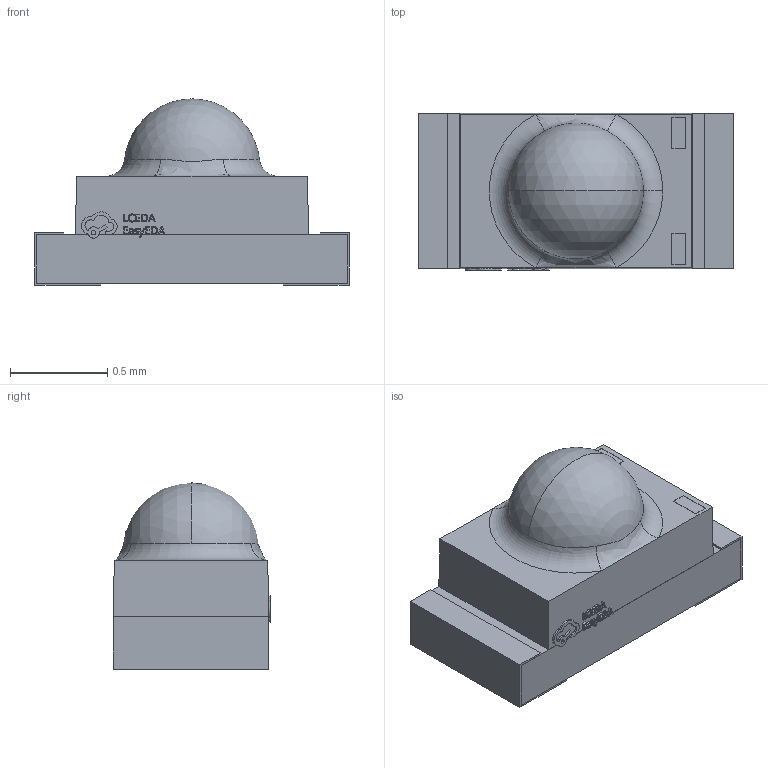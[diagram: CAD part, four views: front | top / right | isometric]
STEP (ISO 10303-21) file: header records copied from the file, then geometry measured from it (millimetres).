
FILE_DESCRIPTION (( 'STEP AP214' ), '1' );
FILE_NAME ('LED-SMD_L1.6-W0.8-FD_GREEN-1.STEP', '2022-12-10T13:18:33', ( '' ), ( '' ), 'SwSTEP 2.0', 'SolidWorks 2020', '' );
FILE_SCHEMA (( 'AUTOMOTIVE_DESIGN' ));
Length unit declared in the file: millimetre
Products named in the file (1): LED-SMD_L1.6-W0.8-FD_GREEN-1
Bounding box: 1.62 x 0.81 x 0.96 mm (x, y, z)
Volume: 0.7 mm3; surface area: 9.9 mm2
Topology: 5 solids, 5 shells, 286 faces, 764 edges, 506 vertices
Faces by surface type: plane 181, bspline 100, torus 3, sphere 2
Entity records: 12614 total; most frequent: CARTESIAN_POINT 2943, ORIENTED_EDGE 1528, DIRECTION 946, EDGE_CURVE 764, VECTOR 544, LINE 544, VERTEX_POINT 506, EDGE_LOOP 306
